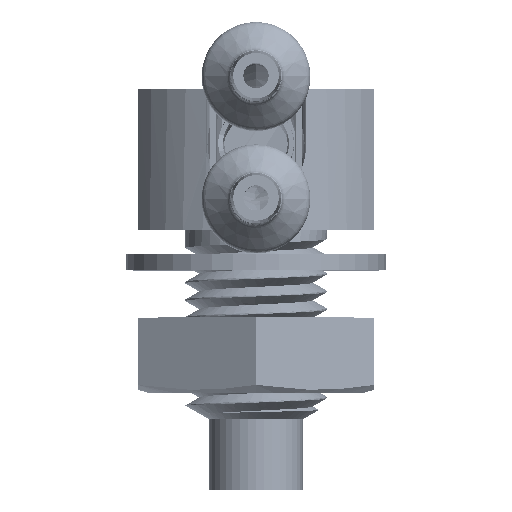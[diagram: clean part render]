
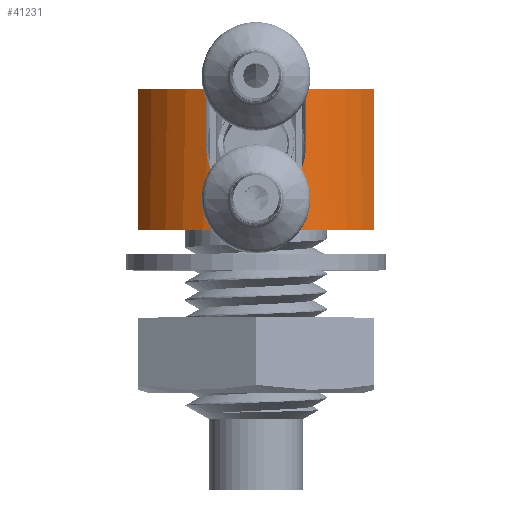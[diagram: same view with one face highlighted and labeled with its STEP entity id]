
A CAD part, top view. The second image highlights one B-rep face of the part: STEP entity #41231.
In plain terms, the highlighted cylindrical face has radius 5.753 mm (diameter 11.506 mm), a partial arc.
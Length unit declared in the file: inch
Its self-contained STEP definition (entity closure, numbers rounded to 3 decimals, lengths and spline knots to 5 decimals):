
#39483=CARTESIAN_POINT('',(0.,0.,0.));
#39484=DIRECTION('',(1.,0.,0.));
#39485=DIRECTION('',(0.,0.93,0.366));
#39486=AXIS2_PLACEMENT_3D('',#39483,#39484,#39485);
#39501=CARTESIAN_POINT('',(0.,0.,0.));
#39502=DIRECTION('',(1.,0.,0.));
#39503=DIRECTION('',(0.,0.493,-0.87));
#39504=AXIS2_PLACEMENT_3D('',#39501,#39502,#39503);
#39514=DIRECTION('',(-1.,0.,0.));
#39515=VECTOR('',#39514,0.1);
#39516=CARTESIAN_POINT('',(0.1,0.21074,0.083));
#39517=LINE('',#39516,#39515);
#39518=CARTESIAN_POINT('',(0.1,0.21074,-0.083));
#39519=CARTESIAN_POINT('',(0.10496,0.21074,-0.083));
#39520=CARTESIAN_POINT('',(0.1148,0.21109,
-0.08214));
#39521=CARTESIAN_POINT('',(0.12973,0.21267,
-0.07801));
#39522=CARTESIAN_POINT('',(0.14361,0.21508,
-0.07119));
#39523=CARTESIAN_POINT('',(0.15619,0.21801,
-0.06175));
#39524=CARTESIAN_POINT('',(0.1667,0.22099,
-0.05022));
#39525=CARTESIAN_POINT('',(0.17493,0.22364,
-0.03681));
#39526=CARTESIAN_POINT('',(0.18038,0.22554,
-0.0225));
#39527=CARTESIAN_POINT('',(0.18312,0.22654,
-0.00742));
#39528=CARTESIAN_POINT('',(0.18312,0.22654,
0.00743));
#39529=CARTESIAN_POINT('',(0.18038,0.22554,
0.02251));
#39530=CARTESIAN_POINT('',(0.17492,0.22364,
0.03682));
#39531=CARTESIAN_POINT('',(0.1667,0.22099,
0.05022));
#39532=CARTESIAN_POINT('',(0.15619,0.21801,
0.06175));
#39533=CARTESIAN_POINT('',(0.14361,0.21508,
0.07119));
#39534=CARTESIAN_POINT('',(0.12972,0.21267,
0.07801));
#39535=CARTESIAN_POINT('',(0.11479,0.21109,
0.08214));
#39536=CARTESIAN_POINT('',(0.10496,0.21074,0.083));
#39537=CARTESIAN_POINT('',(0.1,0.21074,0.083));
#39539=DIRECTION('',(-1.,0.,0.));
#39540=VECTOR('',#39539,0.1);
#39541=CARTESIAN_POINT('',(0.1,0.21074,-0.083));
#39542=LINE('',#39541,#39540);
#39543=DIRECTION('',(-1.,0.,0.));
#39544=VECTOR('',#39543,0.236);
#39545=CARTESIAN_POINT('',(0.236,0.11177,-0.197));
#39546=LINE('',#39545,#39544);
#39547=CARTESIAN_POINT('',(0.236,0.,0.));
#39548=DIRECTION('',(1.,0.,0.));
#39549=DIRECTION('',(0.,0.493,-0.87));
#39550=AXIS2_PLACEMENT_3D('',#39547,#39548,#39549);
#39552=DIRECTION('',(-1.,0.,0.));
#39553=VECTOR('',#39552,0.236);
#39554=CARTESIAN_POINT('',(0.236,0.11177,0.197));
#39555=LINE('',#39554,#39553);
#41043=CARTESIAN_POINT('',(0.236,0.11177,0.197));
#41045=VERTEX_POINT('',#41043);
#41048=CARTESIAN_POINT('',(0.236,0.11177,-0.197));
#41050=VERTEX_POINT('',#41048);
#41055=CARTESIAN_POINT('',(0.,0.11177,0.197));
#41056=VERTEX_POINT('',#41055);
#41057=CARTESIAN_POINT('',(0.,0.11177,-0.197));
#41058=VERTEX_POINT('',#41057);
#41059=CARTESIAN_POINT('',(0.,0.21074,0.083));
#41061=VERTEX_POINT('',#41059);
#41063=CARTESIAN_POINT('',(0.,0.21074,-0.083));
#41065=VERTEX_POINT('',#41063);
#41067=CARTESIAN_POINT('',(0.1,0.21074,0.083));
#41068=VERTEX_POINT('',#41067);
#41069=VERTEX_POINT('',#39518);
#41213=CARTESIAN_POINT('',(0.70245,0.,0.));
#41214=DIRECTION('',(-1.,0.,0.));
#41215=DIRECTION('',(0.,0.,-1.));
#41216=AXIS2_PLACEMENT_3D('',#41213,#41214,#41215);
#41217=CYLINDRICAL_SURFACE('',#41216,0.2265);
#41218=ORIENTED_EDGE('',*,*,#41194,.F.);
#41219=ORIENTED_EDGE('',*,*,#41204,.F.);
#41220=ORIENTED_EDGE('',*,*,#41155,.T.);
#41221=ORIENTED_EDGE('',*,*,#41178,.F.);
#41223=ORIENTED_EDGE('',*,*,#41222,.F.);
#41225=ORIENTED_EDGE('',*,*,#41224,.T.);
#41227=ORIENTED_EDGE('',*,*,#41226,.T.);
#41228=ORIENTED_EDGE('',*,*,#41170,.F.);
#41229=EDGE_LOOP('',(#41218,#41219,#41220,#41221,#41223,#41225,#41227,#41228));
#41230=FACE_OUTER_BOUND('',#41229,.F.);
#41231=ADVANCED_FACE('',(#41230),#41217,.T.);
#39487=CIRCLE('',#39486,0.2265);
#39505=CIRCLE('',#39504,0.2265);
#39538=B_SPLINE_CURVE_WITH_KNOTS('',3,(#39518,#39519,#39520,#39521,#39522,
#39523,#39524,#39525,#39526,#39527,#39528,#39529,#39530,#39531,#39532,#39533,
#39534,#39535,#39536,#39537),.UNSPECIFIED.,.F.,.F.,(4,1,1,1,1,1,1,1,1,1,1,1,1,1,
1,1,1,4),(0.,0.05882,0.11765,0.17647,
0.23529,0.29412,0.35294,0.41176,
0.47059,0.52941,0.58824,0.64706,
0.70588,0.76471,0.82353,0.88235,
0.94118,1.),.UNSPECIFIED.);
#39551=CIRCLE('',#39550,0.2265);
#41155=EDGE_CURVE('',#41069,#41065,#39542,.T.);
#41170=EDGE_CURVE('',#41061,#41056,#39487,.T.);
#41178=EDGE_CURVE('',#41058,#41065,#39505,.T.);
#41194=EDGE_CURVE('',#41068,#41061,#39517,.T.);
#41204=EDGE_CURVE('',#41069,#41068,#39538,.T.);
#41222=EDGE_CURVE('',#41050,#41058,#39546,.T.);
#41224=EDGE_CURVE('',#41050,#41045,#39551,.T.);
#41226=EDGE_CURVE('',#41045,#41056,#39555,.T.);
